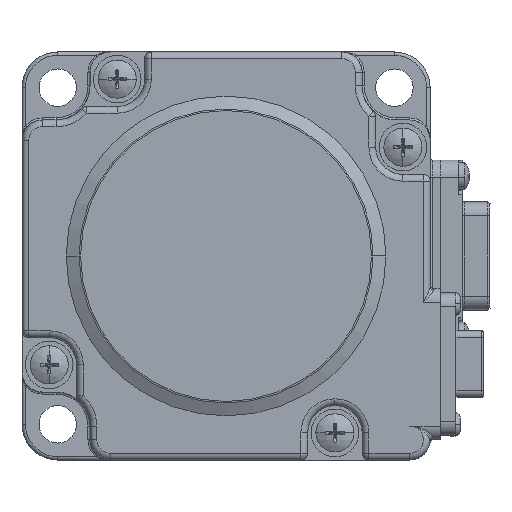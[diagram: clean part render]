
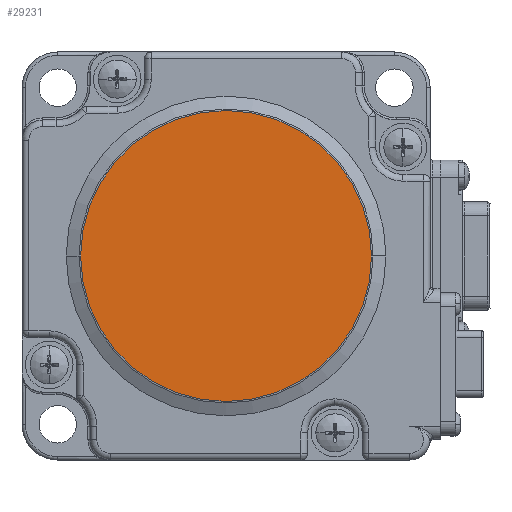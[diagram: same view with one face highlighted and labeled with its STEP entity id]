
A CAD part, front view. The second image highlights one B-rep face of the part: STEP entity #29231.
In plain terms, the highlighted planar face has unit normal (0, -1, 0).
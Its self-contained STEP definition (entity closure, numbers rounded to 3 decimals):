
#788 = VERTEX_POINT ( 'NONE', #1485 ) ;
#980 = EDGE_CURVE ( 'NONE', #788, #29104, #26313, .T. ) ;
#1330 = FACE_OUTER_BOUND ( 'NONE', #4624, .T. ) ;
#1485 = CARTESIAN_POINT ( 'NONE',  ( -21.382, -63.4, 0. ) ) ;
#2445 = DIRECTION ( 'NONE',  ( -1., 0., 0. ) ) ;
#2501 = AXIS2_PLACEMENT_3D ( 'NONE', #29762, #22807, #20092 ) ;
#4624 = EDGE_LOOP ( 'NONE', ( #25254, #26433 ) ) ;
#4810 = DIRECTION ( 'NONE',  ( 0., -1., 0. ) ) ;
#6030 = PLANE ( 'NONE',  #2501 ) ;
#7218 = DIRECTION ( 'NONE',  ( -1., 0., 0. ) ) ;
#9162 = CARTESIAN_POINT ( 'NONE',  ( 21.382, -63.4, 0. ) ) ;
#10480 = CIRCLE ( 'NONE', #21128, 21.382 ) ;
#11351 = AXIS2_PLACEMENT_3D ( 'NONE', #25501, #4810, #7218 ) ;
#13917 = DIRECTION ( 'NONE',  ( 0., -1., 0. ) ) ;
#16689 = EDGE_CURVE ( 'NONE', #29104, #788, #10480, .T. ) ;
#20092 = DIRECTION ( 'NONE',  ( -1., 0., 0. ) ) ;
#21128 = AXIS2_PLACEMENT_3D ( 'NONE', #25419, #13917, #2445 ) ;
#22807 = DIRECTION ( 'NONE',  ( 0., -1., 0. ) ) ;
#25254 = ORIENTED_EDGE ( 'NONE', *, *, #980, .T. ) ;
#25419 = CARTESIAN_POINT ( 'NONE',  ( 0., -63.4, 0. ) ) ;
#25501 = CARTESIAN_POINT ( 'NONE',  ( 0., -63.4, 0. ) ) ;
#26313 = CIRCLE ( 'NONE', #11351, 21.382 ) ;
#26433 = ORIENTED_EDGE ( 'NONE', *, *, #16689, .T. ) ;
#29104 = VERTEX_POINT ( 'NONE', #9162 ) ;
#29231 = ADVANCED_FACE ( 'NONE', ( #1330 ), #6030, .T. ) ;
#29762 = CARTESIAN_POINT ( 'NONE',  ( 0., -63.4, 0. ) ) ;
